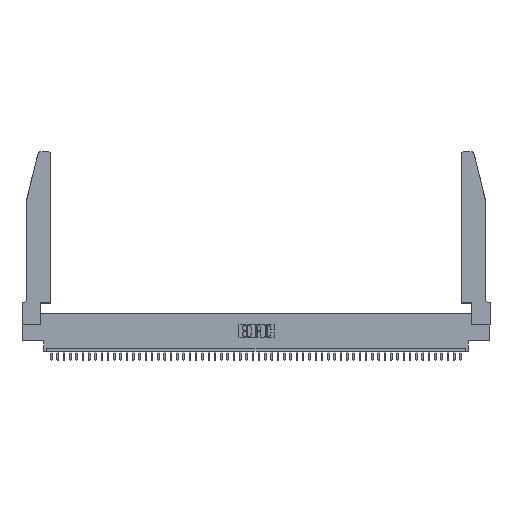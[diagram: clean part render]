
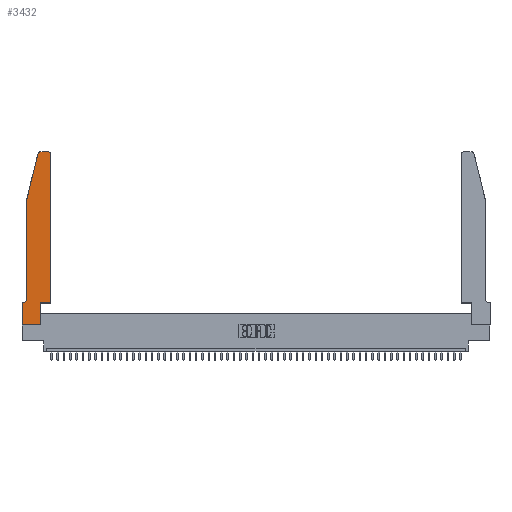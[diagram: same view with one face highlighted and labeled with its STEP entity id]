
A CAD part, top view. The second image highlights one B-rep face of the part: STEP entity #3432.
In plain terms, the highlighted planar face has unit normal (0, 0, 1).
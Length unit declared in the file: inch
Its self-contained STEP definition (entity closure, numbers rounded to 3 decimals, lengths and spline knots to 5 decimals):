
#786 = DIRECTION ( 'NONE',  ( 1., 0., 0. ) ) ;
#1474 = EDGE_CURVE ( 'NONE', #9057, #32195, #16357, .T. ) ;
#1679 = LINE ( 'NONE', #2921, #28342 ) ;
#2261 = VERTEX_POINT ( 'NONE', #8354 ) ;
#2348 = CARTESIAN_POINT ( 'NONE',  ( 0.2865, 0., 0.37 ) ) ;
#2387 = LINE ( 'NONE', #33667, #32757 ) ;
#2726 = AXIS2_PLACEMENT_3D ( 'NONE', #39238, #23112, #38541 ) ;
#2921 = CARTESIAN_POINT ( 'NONE',  ( 0.4505, 0.35, 0.37 ) ) ;
#3432 = ADVANCED_FACE ( 'NONE', ( #25532 ), #11112, .T. ) ;
#3470 = VERTEX_POINT ( 'NONE', #23648 ) ;
#4139 = CARTESIAN_POINT ( 'NONE',  ( 0.284, 2.72, 0.37 ) ) ;
#4836 = EDGE_CURVE ( 'NONE', #41321, #9057, #50846, .T. ) ;
#5291 = LINE ( 'NONE', #21689, #5962 ) ;
#5962 = VECTOR ( 'NONE', #9343, 39.37008 ) ;
#7036 = DIRECTION ( 'NONE',  ( 0., -1., 0. ) ) ;
#7194 = VERTEX_POINT ( 'NONE', #31345 ) ;
#7630 = VERTEX_POINT ( 'NONE', #46198 ) ;
#8196 = LINE ( 'NONE', #8856, #47282 ) ;
#8354 = CARTESIAN_POINT ( 'NONE',  ( 0.4505, 0.35, 0.37 ) ) ;
#8856 = CARTESIAN_POINT ( 'NONE',  ( 0., 0., 0.37 ) ) ;
#9057 = VERTEX_POINT ( 'NONE', #47927 ) ;
#9281 = CARTESIAN_POINT ( 'NONE',  ( 0., 0., 0.37 ) ) ;
#9343 = DIRECTION ( 'NONE',  ( -1., 0., 0. ) ) ;
#10115 = VECTOR ( 'NONE', #18324, 39.37008 ) ;
#10708 = AXIS2_PLACEMENT_3D ( 'NONE', #37133, #26032, #29161 ) ;
#11112 = PLANE ( 'NONE',  #36514 ) ;
#11603 = AXIS2_PLACEMENT_3D ( 'NONE', #4139, #51320, #43377 ) ;
#12555 = EDGE_CURVE ( 'NONE', #48460, #2261, #48777, .T. ) ;
#12556 = LINE ( 'NONE', #38474, #10115 ) ;
#12897 = CARTESIAN_POINT ( 'NONE',  ( 0., 0.35, 0.37 ) ) ;
#14364 = ORIENTED_EDGE ( 'NONE', *, *, #37542, .T. ) ;
#14744 = CARTESIAN_POINT ( 'NONE',  ( 0.0755, 0.42, 0.37 ) ) ;
#15472 = VECTOR ( 'NONE', #42991, 39.37008 ) ;
#15906 = VECTOR ( 'NONE', #786, 39.37008 ) ;
#16357 = LINE ( 'NONE', #34827, #46811 ) ;
#16978 = EDGE_CURVE ( 'NONE', #7630, #3470, #25876, .T. ) ;
#18324 = DIRECTION ( 'NONE',  ( -1., 0., 0. ) ) ;
#18781 = CARTESIAN_POINT ( 'NONE',  ( 0., 0., 0.37 ) ) ;
#18795 = VERTEX_POINT ( 'NONE', #12897 ) ;
#19809 = DIRECTION ( 'NONE',  ( 0., 0., 1. ) ) ;
#19846 = ORIENTED_EDGE ( 'NONE', *, *, #1474, .T. ) ;
#20228 = CARTESIAN_POINT ( 'NONE',  ( 0.0055, 0.35, 0.37 ) ) ;
#20847 = VERTEX_POINT ( 'NONE', #2348 ) ;
#21689 = CARTESIAN_POINT ( 'NONE',  ( 0.2605, 2.75, 0.37 ) ) ;
#22496 = ORIENTED_EDGE ( 'NONE', *, *, #24983, .T. ) ;
#23112 = DIRECTION ( 'NONE',  ( 0., 0., -1. ) ) ;
#23648 = CARTESIAN_POINT ( 'NONE',  ( 0.4205, 2.75, 0.37 ) ) ;
#23708 = ORIENTED_EDGE ( 'NONE', *, *, #29372, .T. ) ;
#24983 = EDGE_CURVE ( 'NONE', #37927, #20847, #8196, .T. ) ;
#25532 = FACE_OUTER_BOUND ( 'NONE', #43306, .T. ) ;
#25679 = ORIENTED_EDGE ( 'NONE', *, *, #4836, .T. ) ;
#25876 = CIRCLE ( 'NONE', #10708, 0.03 ) ;
#26032 = DIRECTION ( 'NONE',  ( 0., 0., 1. ) ) ;
#26881 = EDGE_CURVE ( 'NONE', #20847, #48460, #2387, .T. ) ;
#27430 = CIRCLE ( 'NONE', #11603, 0.03 ) ;
#27728 = EDGE_CURVE ( 'NONE', #18795, #37927, #28914, .T. ) ;
#28342 = VECTOR ( 'NONE', #47071, 39.37008 ) ;
#28914 = LINE ( 'NONE', #18781, #31461 ) ;
#29161 = DIRECTION ( 'NONE',  ( 1., 0., 0. ) ) ;
#29372 = EDGE_CURVE ( 'NONE', #42683, #18795, #12556, .T. ) ;
#29673 = ORIENTED_EDGE ( 'NONE', *, *, #39869, .T. ) ;
#29691 = ORIENTED_EDGE ( 'NONE', *, *, #12555, .T. ) ;
#31345 = CARTESIAN_POINT ( 'NONE',  ( 0.284, 2.75, 0.37 ) ) ;
#31461 = VECTOR ( 'NONE', #42711, 39.37008 ) ;
#32195 = VERTEX_POINT ( 'NONE', #14744 ) ;
#32757 = VECTOR ( 'NONE', #45744, 39.37008 ) ;
#33667 = CARTESIAN_POINT ( 'NONE',  ( 0.2865, 0.35, 0.37 ) ) ;
#34827 = CARTESIAN_POINT ( 'NONE',  ( 0.0755, 2., 0.37 ) ) ;
#35432 = DIRECTION ( 'NONE',  ( 1., 0., 0. ) ) ;
#35781 = CARTESIAN_POINT ( 'NONE',  ( 0.25487, 2.72718, 0.37 ) ) ;
#36514 = AXIS2_PLACEMENT_3D ( 'NONE', #43409, #19809, #35432 ) ;
#37133 = CARTESIAN_POINT ( 'NONE',  ( 0.4205, 2.72, 0.37 ) ) ;
#37542 = EDGE_CURVE ( 'NONE', #3470, #7194, #5291, .T. ) ;
#37927 = VERTEX_POINT ( 'NONE', #9281 ) ;
#38474 = CARTESIAN_POINT ( 'NONE',  ( 0.0755, 0.35, 0.37 ) ) ;
#38541 = DIRECTION ( 'NONE',  ( -1., 0., 0. ) ) ;
#38671 = ORIENTED_EDGE ( 'NONE', *, *, #27728, .T. ) ;
#39238 = CARTESIAN_POINT ( 'NONE',  ( 0.0055, 0.42, 0.37 ) ) ;
#39865 = CARTESIAN_POINT ( 'NONE',  ( 0.4505, 0.35, 0.37 ) ) ;
#39869 = EDGE_CURVE ( 'NONE', #32195, #42683, #40375, .T. ) ;
#39955 = EDGE_CURVE ( 'NONE', #7194, #41321, #27430, .T. ) ;
#40375 = CIRCLE ( 'NONE', #2726, 0.07 ) ;
#40400 = ORIENTED_EDGE ( 'NONE', *, *, #45090, .T. ) ;
#40834 = ORIENTED_EDGE ( 'NONE', *, *, #26881, .T. ) ;
#41321 = VERTEX_POINT ( 'NONE', #35781 ) ;
#42683 = VERTEX_POINT ( 'NONE', #20228 ) ;
#42711 = DIRECTION ( 'NONE',  ( 0., -1., 0. ) ) ;
#42991 = DIRECTION ( 'NONE',  ( -0.239, -0.971, 0. ) ) ;
#43306 = EDGE_LOOP ( 'NONE', ( #14364, #48773, #25679, #19846, #29673, #23708, #38671, #22496, #40834, #29691, #40400, #47972 ) ) ;
#43377 = DIRECTION ( 'NONE',  ( 1., 0., 0. ) ) ;
#43409 = CARTESIAN_POINT ( 'NONE',  ( 0., 0.35, 0.37 ) ) ;
#43951 = DIRECTION ( 'NONE',  ( 1., 0., 0. ) ) ;
#45090 = EDGE_CURVE ( 'NONE', #2261, #7630, #1679, .T. ) ;
#45744 = DIRECTION ( 'NONE',  ( 0., 1., 0. ) ) ;
#46198 = CARTESIAN_POINT ( 'NONE',  ( 0.4505, 2.72, 0.37 ) ) ;
#46811 = VECTOR ( 'NONE', #7036, 39.37008 ) ;
#47071 = DIRECTION ( 'NONE',  ( 0., 1., 0. ) ) ;
#47282 = VECTOR ( 'NONE', #43951, 39.37008 ) ;
#47927 = CARTESIAN_POINT ( 'NONE',  ( 0.0755, 2., 0.37 ) ) ;
#47972 = ORIENTED_EDGE ( 'NONE', *, *, #16978, .T. ) ;
#48460 = VERTEX_POINT ( 'NONE', #50269 ) ;
#48773 = ORIENTED_EDGE ( 'NONE', *, *, #39955, .T. ) ;
#48777 = LINE ( 'NONE', #39865, #15906 ) ;
#50269 = CARTESIAN_POINT ( 'NONE',  ( 0.2865, 0.35, 0.37 ) ) ;
#50490 = CARTESIAN_POINT ( 'NONE',  ( 0.0755, 2., 0.37 ) ) ;
#50846 = LINE ( 'NONE', #50490, #15472 ) ;
#51320 = DIRECTION ( 'NONE',  ( 0., 0., 1. ) ) ;
